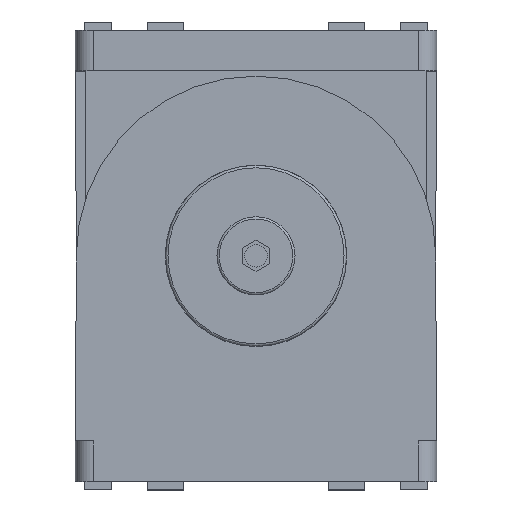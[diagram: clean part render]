
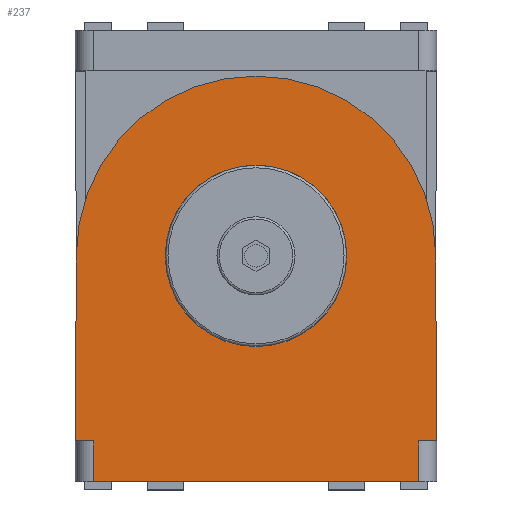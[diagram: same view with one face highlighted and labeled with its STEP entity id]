
A CAD part, top view. The second image highlights one B-rep face of the part: STEP entity #237.
In plain terms, the highlighted planar face has unit normal (0, 0, 1).
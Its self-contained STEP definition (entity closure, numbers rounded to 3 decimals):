
#237 = ADVANCED_FACE( '', ( #514, #515 ), #516, .F. );
#514 = FACE_BOUND( '', #827, .T. );
#515 = FACE_OUTER_BOUND( '', #828, .T. );
#516 = PLANE( '', #829 );
#827 = EDGE_LOOP( '', ( #1361 ) );
#828 = EDGE_LOOP( '', ( #1362, #1363, #1364, #1365, #1366, #1367, #1368, #1369 ) );
#829 = AXIS2_PLACEMENT_3D( '', #1370, #1371, #1372 );
#1361 = ORIENTED_EDGE( '', *, *, #1954, .F. );
#1362 = ORIENTED_EDGE( '', *, *, #1893, .F. );
#1363 = ORIENTED_EDGE( '', *, *, #1955, .F. );
#1364 = ORIENTED_EDGE( '', *, *, #1828, .T. );
#1365 = ORIENTED_EDGE( '', *, *, #1941, .T. );
#1366 = ORIENTED_EDGE( '', *, *, #1808, .F. );
#1367 = ORIENTED_EDGE( '', *, *, #1797, .F. );
#1368 = ORIENTED_EDGE( '', *, *, #1956, .F. );
#1369 = ORIENTED_EDGE( '', *, *, #1901, .T. );
#1370 = CARTESIAN_POINT( '', ( 40., 40.8, 20. ) );
#1371 = DIRECTION( '', ( 0., 0., -1. ) );
#1372 = DIRECTION( '', ( -1., 0., 0. ) );
#1797 = EDGE_CURVE( '', #2125, #2126, #2127, .T. );
#1808 = EDGE_CURVE( '', #2126, #2140, #2144, .T. );
#1828 = EDGE_CURVE( '', #2178, #2176, #2179, .T. );
#1893 = EDGE_CURVE( '', #2279, #2280, #2281, .T. );
#1901 = EDGE_CURVE( '', #2289, #2280, #2293, .F. );
#1941 = EDGE_CURVE( '', #2176, #2140, #2355, .T. );
#1954 = EDGE_CURVE( '', #2371, #2371, #2372, .F. );
#1955 = EDGE_CURVE( '', #2178, #2279, #2373, .T. );
#1956 = EDGE_CURVE( '', #2289, #2125, #2374, .T. );
#2125 = VERTEX_POINT( '', #2593 );
#2126 = VERTEX_POINT( '', #2594 );
#2127 = LINE( '', #2595, #2596 );
#2140 = VERTEX_POINT( '', #2610 );
#2144 = LINE( '', #2615, #2616 );
#2176 = VERTEX_POINT( '', #2657 );
#2178 = VERTEX_POINT( '', #2659 );
#2179 = LINE( '', #2660, #2661 );
#2279 = VERTEX_POINT( '', #2804 );
#2280 = VERTEX_POINT( '', #2805 );
#2281 = LINE( '', #2806, #2807 );
#2289 = VERTEX_POINT( '', #2819 );
#2293 = CIRCLE( '', #2824, 39.8 );
#2355 = LINE( '', #2915, #2916 );
#2371 = VERTEX_POINT( '', #2939 );
#2372 = CIRCLE( '', #2940, 20.1 );
#2373 = LINE( '', #2941, #2942 );
#2374 = LINE( '', #2943, #2944 );
#2593 = CARTESIAN_POINT( '', ( 40., -41., 20. ) );
#2594 = CARTESIAN_POINT( '', ( 36., -41., 20. ) );
#2595 = CARTESIAN_POINT( '', ( 40., -41., 20. ) );
#2596 = VECTOR( '', #3141, 1000. );
#2610 = CARTESIAN_POINT( '', ( 36., -50., 20. ) );
#2615 = CARTESIAN_POINT( '', ( 36., -41., 20. ) );
#2616 = VECTOR( '', #3159, 1000. );
#2657 = CARTESIAN_POINT( '', ( -36., -50., 20. ) );
#2659 = CARTESIAN_POINT( '', ( -36., -41., 20. ) );
#2660 = CARTESIAN_POINT( '', ( -36., -41., 20. ) );
#2661 = VECTOR( '', #3184, 1000. );
#2804 = CARTESIAN_POINT( '', ( -40., -41., 20. ) );
#2805 = CARTESIAN_POINT( '', ( -39.8, 0.194, 20. ) );
#2806 = CARTESIAN_POINT( '', ( -39.6, 41.187, 20. ) );
#2807 = VECTOR( '', #3243, 1000. );
#2819 = CARTESIAN_POINT( '', ( 39.8, 0.194, 20. ) );
#2824 = AXIS2_PLACEMENT_3D( '', #3252, #3253, #3254 );
#2915 = CARTESIAN_POINT( '', ( -36., -50., 20. ) );
#2916 = VECTOR( '', #3293, 1000. );
#2939 = CARTESIAN_POINT( '', ( -20.1, 0., 20. ) );
#2940 = AXIS2_PLACEMENT_3D( '', #3304, #3305, #3306 );
#2941 = CARTESIAN_POINT( '', ( 40., -41., 20. ) );
#2942 = VECTOR( '', #3307, 1000. );
#2943 = CARTESIAN_POINT( '', ( 39.602, 40.798, 20. ) );
#2944 = VECTOR( '', #3308, 1000. );
#3141 = DIRECTION( '', ( -1., 0., 0. ) );
#3159 = DIRECTION( '', ( 0., -1., 0. ) );
#3184 = DIRECTION( '', ( 0., -1., 0. ) );
#3243 = DIRECTION( '', ( 0.005, 1., 0. ) );
#3252 = CARTESIAN_POINT( '', ( 0., 0., 20. ) );
#3253 = DIRECTION( '', ( 0., 0., -1. ) );
#3254 = DIRECTION( '', ( -1., 0., 0. ) );
#3293 = DIRECTION( '', ( 1., 0., 0. ) );
#3304 = CARTESIAN_POINT( '', ( 0., 0., 20. ) );
#3305 = DIRECTION( '', ( 0., 0., -1. ) );
#3306 = DIRECTION( '', ( -1., 0., 0. ) );
#3307 = DIRECTION( '', ( -1., 0., 0. ) );
#3308 = DIRECTION( '', ( 0.005, -1., 0. ) );
